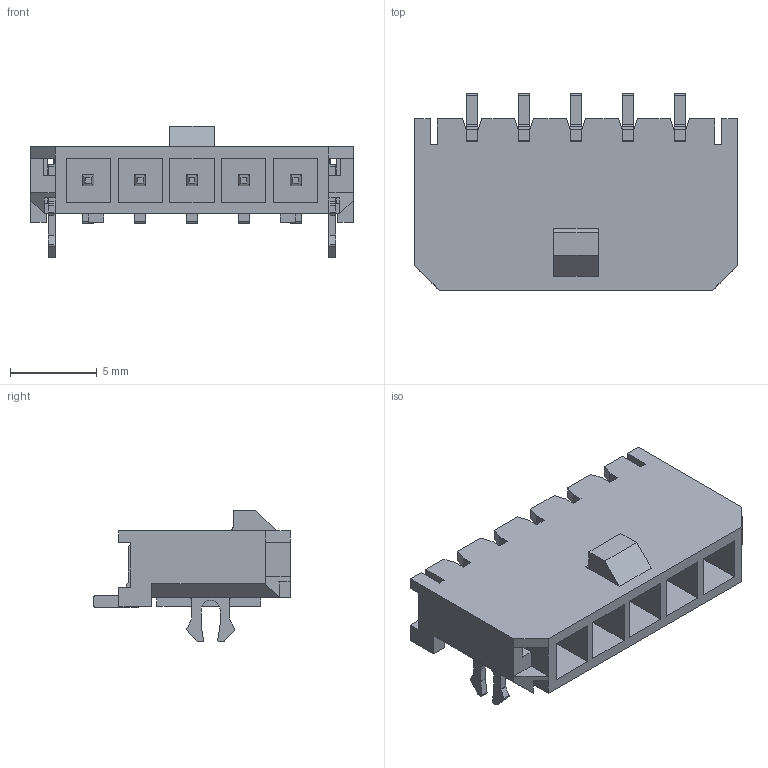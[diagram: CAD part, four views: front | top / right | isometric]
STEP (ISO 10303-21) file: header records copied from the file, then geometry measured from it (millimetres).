
FILE_DESCRIPTION(/* description */ ('Unknown'),/* implementation_level */ '2;1');
FILE_NAME(/* name */ '662105130822',/* time_stamp */ '2016-06-15T15:33:18+02:00',/* author */ ('Unknown'),/* organization */ ('Unknown'),/* preprocessor_version */ 'ST-DEVELOPER v16.7',/* originating_system */ 'DEX',/* authorisation */ $);
FILE_SCHEMA (('AUTOMOTIVE_DESIGN {1 0 10303 214 3 1 1}'));
Length unit declared in the file: millimetre
Products named in the file (4): 6621xx130822; 662105130822; 6621xx130822_Hook
Assembly tree (8 placements, depth 2):
  6621xx130822
    662105130822
    6621xx130822  x5
    6621xx130822_Hook  x2
Bounding box: 18.65 x 11.35 x 7.62 mm (x, y, z)
Volume: 442.1 mm3; surface area: 1343.6 mm2
Topology: 8 solids, 8 shells, 449 faces, 1260 edges, 822 vertices
Faces by surface type: plane 359, cylinder 90
Full cylindrical faces by diameter (mm): 1.3 x2
Entity records: 9366 total; most frequent: CARTESIAN_POINT 1651, ORIENTED_EDGE 1640, DIRECTION 1478, EDGE_CURVE 820, LINE 756, VECTOR 756, VERTEX_POINT 534, AXIS2_PLACEMENT_3D 361
